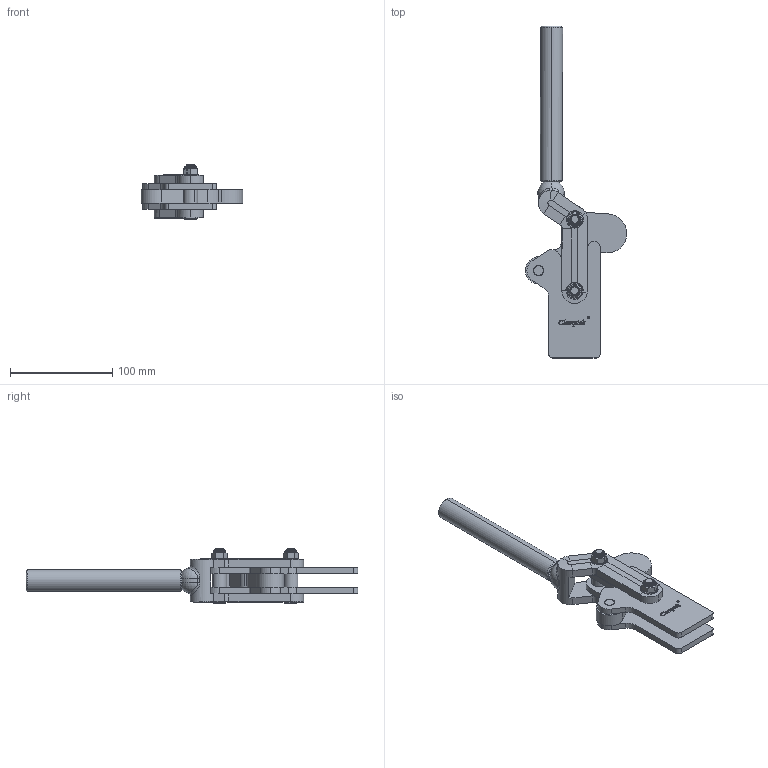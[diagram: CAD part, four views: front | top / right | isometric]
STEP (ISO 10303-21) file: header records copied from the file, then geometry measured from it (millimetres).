
FILE_DESCRIPTION (( 'STEP AP203' ), '1' );
FILE_NAME ('CH-70103.STEP', '2017-12-08T03:03:09', ( 'Windows' ), ( 'Microsoft' ), 'SwSTEP 2.0', 'SolidWorks 2015', '' );
FILE_SCHEMA (( 'CONFIG_CONTROL_DESIGN' ));
Length unit declared in the file: millimetre
Products named in the file (11): 3-8-16 LOCK NUT; 70103-07; CH-70103; 70103-03; 70103-05; 70103-06; 70103-04; 70103-02; 70103-08; 70103-10; 70103-01
Assembly tree (17 placements, depth 2):
  CH-70103
    70103-01
    70103-07  x2
    70103-03  x2
    70103-05
    70103-06  x2
    70103-04  x2
    70103-02
    70103-08  x2
    70103-10  x2
    3-8-16 LOCK NUT  x2
Bounding box: 99.44 x 325.33 x 52.99 mm (x, y, z)
Volume: 211078 mm3; surface area: 95408.1 mm2
Topology: 19 solids, 19 shells, 2075 faces, 5915 edges, 3917 vertices
Faces by surface type: plane 1437, cylinder 358, bspline 189, cone 83, torus 8
Entity records: 51854 total; most frequent: CARTESIAN_POINT 18090, ORIENTED_EDGE 7218, DIRECTION 6190, EDGE_CURVE 3609, VERTEX_POINT 2388, VECTOR 2284, LINE 2284, AXIS2_PLACEMENT_3D 1953
